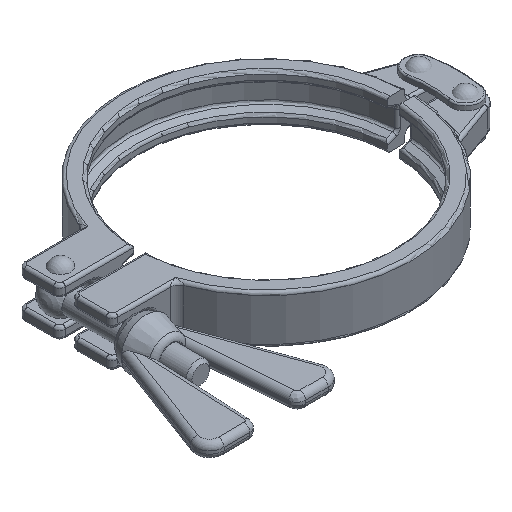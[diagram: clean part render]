
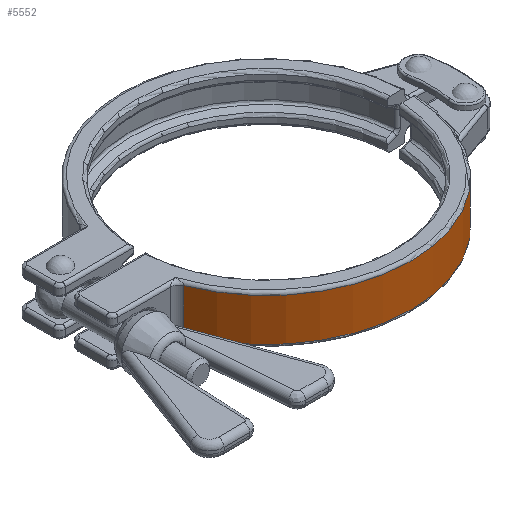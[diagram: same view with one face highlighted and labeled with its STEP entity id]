
A CAD part, isometric view. The second image highlights one B-rep face of the part: STEP entity #5552.
In plain terms, the highlighted cylindrical face has radius 49.5 mm (diameter 99 mm), a partial arc.
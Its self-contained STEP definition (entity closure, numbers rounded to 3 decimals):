
#5083=CARTESIAN_POINT('',(-46.145,17.914,-7.25));
#5084=VERTEX_POINT('',#5083);
#5102=CARTESIAN_POINT('',(-46.145,17.914,7.25));
#5103=VERTEX_POINT('',#5102);
#5111=CARTESIAN_POINT('',(-46.145,17.914,7.25));
#5112=DIRECTION('',(0.0,0.0,-1.0));
#5113=VECTOR('',#5112,14.5);
#5114=LINE('',#5111,#5113);
#5115=EDGE_CURVE('',#5103,#5084,#5114,.T.);
#5392=CARTESIAN_POINT('',(49.46,2.,-7.25));
#5393=VERTEX_POINT('',#5392);
#5394=CARTESIAN_POINT('',(0.0,0.0,-7.25));
#5395=DIRECTION('',(0.0,0.0,-1.));
#5396=DIRECTION('',(0.144,0.99,0.0));
#5397=AXIS2_PLACEMENT_3D('',#5394,#5395,#5396);
#5398=CIRCLE('',#5397,49.5);
#5399=EDGE_CURVE('',#5084,#5393,#5398,.T.);
#5438=CARTESIAN_POINT('',(0.0,0.0,0.0));
#5439=DIRECTION('',(0.0,0.0,1.0));
#5440=DIRECTION('',(0.917,0.399,0.0));
#5441=AXIS2_PLACEMENT_3D('',#5438,#5439,#5440);
#5442=CYLINDRICAL_SURFACE('',#5441,49.5);
#5443=ORIENTED_EDGE('',*,*,#5115,.F.);
#5444=CARTESIAN_POINT('',(49.46,2.,7.25));
#5445=VERTEX_POINT('',#5444);
#5446=CARTESIAN_POINT('',(0.0,0.0,7.25));
#5447=DIRECTION('',(0.0,0.0,1.));
#5448=DIRECTION('',(0.144,0.99,0.0));
#5449=AXIS2_PLACEMENT_3D('',#5446,#5447,#5448);
#5450=CIRCLE('',#5449,49.5);
#5451=EDGE_CURVE('',#5445,#5103,#5450,.T.);
#5452=ORIENTED_EDGE('',*,*,#5451,.F.);
#5453=CARTESIAN_POINT('',(49.46,2.,6.356));
#5454=VERTEX_POINT('',#5453);
#5455=CARTESIAN_POINT('',(49.46,2.,7.25));
#5456=DIRECTION('',(0.,0.,-1.0));
#5457=VECTOR('',#5456,0.894);
#5458=LINE('',#5455,#5457);
#5459=EDGE_CURVE('',#5445,#5454,#5458,.T.);
#5460=ORIENTED_EDGE('',*,*,#5459,.T.);
#5461=CARTESIAN_POINT('',(49.416,2.883,6.5));
#5462=VERTEX_POINT('',#5461);
#5463=CARTESIAN_POINT('',(49.416,2.883,6.5));
#5464=CARTESIAN_POINT('',(49.428,2.669,6.5));
#5465=CARTESIAN_POINT('',(49.444,2.37,6.465));
#5466=CARTESIAN_POINT('',(49.456,2.08,6.383));
#5467=CARTESIAN_POINT('',(49.46,2.,6.356));
#5468=B_SPLINE_CURVE_WITH_KNOTS('',3,(#5463,#5464,#5465,#5466,#5467),.UNSPECIFIED.,.F.,.U.,(4,1,4),(1.879,1.946,1.972),.UNSPECIFIED.);
#5469=EDGE_CURVE('',#5462,#5454,#5468,.T.);
#5470=ORIENTED_EDGE('',*,*,#5469,.F.);
#5471=CARTESIAN_POINT('',(46.52,16.917,6.5));
#5472=VERTEX_POINT('',#5471);
#5473=CARTESIAN_POINT('',(0.0,0.0,6.5));
#5474=DIRECTION('',(0.0,0.0,-1.));
#5475=DIRECTION('',(0.975,0.22,0.0));
#5476=AXIS2_PLACEMENT_3D('',#5473,#5474,#5475);
#5477=CIRCLE('',#5476,49.5);
#5478=EDGE_CURVE('',#5472,#5462,#5477,.T.);
#5479=ORIENTED_EDGE('',*,*,#5478,.F.);
#5480=CARTESIAN_POINT('',(45.045,20.522,3.5));
#5481=VERTEX_POINT('',#5480);
#5482=CARTESIAN_POINT('',(45.045,20.522,3.5));
#5483=CARTESIAN_POINT('',(45.045,20.522,3.632));
#5484=CARTESIAN_POINT('',(45.055,20.5,3.897));
#5485=CARTESIAN_POINT('',(45.113,20.374,4.408));
#5486=CARTESIAN_POINT('',(45.205,20.169,4.813));
#5487=CARTESIAN_POINT('',(45.304,19.946,5.118));
#5488=CARTESIAN_POINT('',(45.374,19.785,5.311));
#5489=CARTESIAN_POINT('',(45.508,19.477,5.621));
#5490=CARTESIAN_POINT('',(45.717,18.982,5.976));
#5491=CARTESIAN_POINT('',(45.985,18.324,6.279));
#5492=CARTESIAN_POINT('',(46.255,17.632,6.459));
#5493=CARTESIAN_POINT('',(46.433,17.155,6.5));
#5494=CARTESIAN_POINT('',(46.52,16.917,6.5));
#5495=B_SPLINE_CURVE_WITH_KNOTS('',3,(#5482,#5483,#5484,#5485,#5486,#5487,#5488,#5489,#5490,#5491,#5492,#5493,#5494),.UNSPECIFIED.,.F.,.U.,(4,1,1,1,1,1,1,1,1,1,4),(0.0,0.04,0.079,0.158,0.178,0.198,0.237,0.316,0.395,0.474,0.553),.UNSPECIFIED.);
#5496=EDGE_CURVE('',#5481,#5472,#5495,.T.);
#5497=ORIENTED_EDGE('',*,*,#5496,.F.);
#5498=CARTESIAN_POINT('',(45.045,20.522,-3.5));
#5499=VERTEX_POINT('',#5498);
#5500=CARTESIAN_POINT('',(45.045,20.522,-3.5));
#5501=DIRECTION('',(0.0,0.0,1.0));
#5502=VECTOR('',#5501,7.);
#5503=LINE('',#5500,#5502);
#5504=EDGE_CURVE('',#5499,#5481,#5503,.T.);
#5505=ORIENTED_EDGE('',*,*,#5504,.F.);
#5506=CARTESIAN_POINT('',(46.52,16.917,-6.5));
#5507=VERTEX_POINT('',#5506);
#5508=CARTESIAN_POINT('',(46.52,16.917,-6.5));
#5509=CARTESIAN_POINT('',(46.433,17.155,-6.5));
#5510=CARTESIAN_POINT('',(46.256,17.631,-6.459));
#5511=CARTESIAN_POINT('',(45.985,18.324,-6.278));
#5512=CARTESIAN_POINT('',(45.719,18.979,-5.978));
#5513=CARTESIAN_POINT('',(45.508,19.477,-5.621));
#5514=CARTESIAN_POINT('',(45.356,19.827,-5.269));
#5515=CARTESIAN_POINT('',(45.254,20.059,-4.973));
#5516=CARTESIAN_POINT('',(45.166,20.256,-4.641));
#5517=CARTESIAN_POINT('',(45.11,20.38,-4.342));
#5518=CARTESIAN_POINT('',(45.061,20.489,-3.964));
#5519=CARTESIAN_POINT('',(45.045,20.522,-3.698));
#5520=CARTESIAN_POINT('',(45.045,20.522,-3.5));
#5521=B_SPLINE_CURVE_WITH_KNOTS('',3,(#5508,#5509,#5510,#5511,#5512,#5513,#5514,#5515,#5516,#5517,#5518,#5519,#5520),.UNSPECIFIED.,.F.,.U.,(4,1,1,1,1,1,1,1,1,1,4),(0.0,0.079,0.158,0.237,0.316,0.356,0.395,0.435,0.474,0.494,0.553),.UNSPECIFIED.);
#5522=EDGE_CURVE('',#5507,#5499,#5521,.T.);
#5523=ORIENTED_EDGE('',*,*,#5522,.F.);
#5524=CARTESIAN_POINT('',(49.416,2.883,-6.5));
#5525=VERTEX_POINT('',#5524);
#5526=CARTESIAN_POINT('',(0.0,0.0,-6.5));
#5527=DIRECTION('',(0.0,0.0,1.));
#5528=DIRECTION('',(0.975,0.22,0.0));
#5529=AXIS2_PLACEMENT_3D('',#5526,#5527,#5528);
#5530=CIRCLE('',#5529,49.5);
#5531=EDGE_CURVE('',#5525,#5507,#5530,.T.);
#5532=ORIENTED_EDGE('',*,*,#5531,.F.);
#5533=CARTESIAN_POINT('',(49.46,2.,-6.356));
#5534=VERTEX_POINT('',#5533);
#5535=CARTESIAN_POINT('',(49.46,2.,-6.356));
#5536=CARTESIAN_POINT('',(49.458,2.029,-6.365));
#5537=CARTESIAN_POINT('',(49.447,2.316,-6.456));
#5538=CARTESIAN_POINT('',(49.432,2.615,-6.5));
#5539=CARTESIAN_POINT('',(49.416,2.883,-6.5));
#5540=B_SPLINE_CURVE_WITH_KNOTS('',3,(#5535,#5536,#5537,#5538,#5539),.UNSPECIFIED.,.F.,.U.,(4,1,4),(-0.093,-0.084,0.),.UNSPECIFIED.);
#5541=EDGE_CURVE('',#5534,#5525,#5540,.T.);
#5542=ORIENTED_EDGE('',*,*,#5541,.F.);
#5543=CARTESIAN_POINT('',(49.46,2.,-6.356));
#5544=DIRECTION('',(0.,0.,-1.0));
#5545=VECTOR('',#5544,0.894);
#5546=LINE('',#5543,#5545);
#5547=EDGE_CURVE('',#5534,#5393,#5546,.T.);
#5548=ORIENTED_EDGE('',*,*,#5547,.T.);
#5549=ORIENTED_EDGE('',*,*,#5399,.F.);
#5550=EDGE_LOOP('',(#5443,#5452,#5460,#5470,#5479,#5497,#5505,#5523,#5532,#5542,#5548,#5549));
#5551=FACE_OUTER_BOUND('',#5550,.T.);
#5552=ADVANCED_FACE('',(#5551),#5442,.T.);
